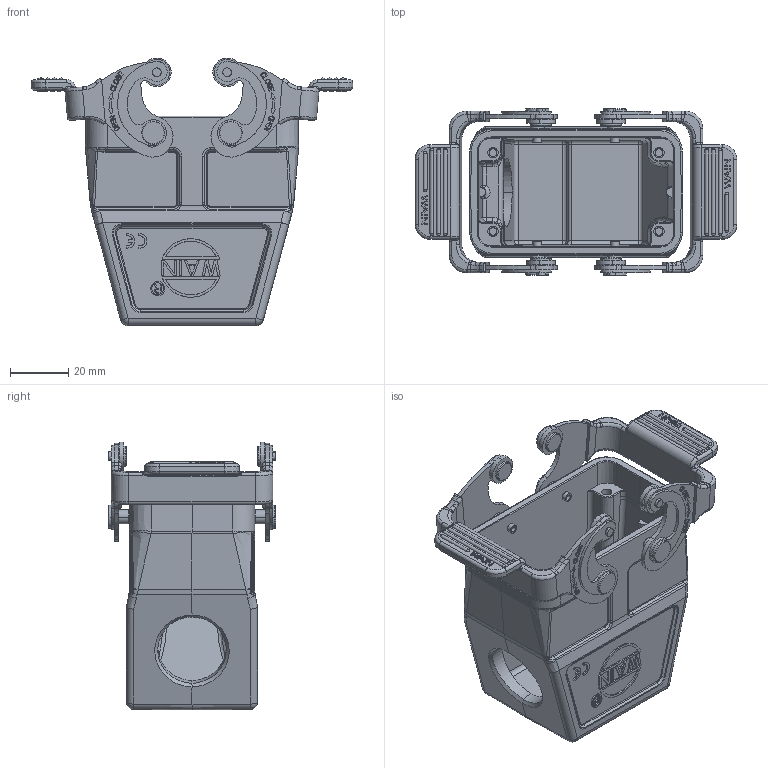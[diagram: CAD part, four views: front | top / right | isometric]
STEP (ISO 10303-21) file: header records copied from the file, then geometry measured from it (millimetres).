
FILE_DESCRIPTION(/* description */ (''),/* implementation_level */ '2;1');
FILE_NAME(/* name */ '3D_1240105415003_HV10B-SEH-2L_SC-M25_V1.1.stp',/* time_stamp */ '2024-01-08T08:58:33+08:00',/* author */ (''),/* organization */ (''),/* preprocessor_version */ 'ST-DEVELOPER v18.1',/* originating_system */ 'SIEMENS PLM Software NX 1980',/* authorisation */ '');
FILE_SCHEMA (('AUTOMOTIVE_DESIGN { 1 0 10303 214 3 1 1 1 }'));
Products named in the file (1): 145930E476E9x3ly
Bounding box: 110.4 x 57.5 x 92 mm (x, y, z)
Volume: 75974.1 mm3; surface area: 45720.5 mm2
Topology: 1 solids, 1 shells, 1832 faces, 4754 edges, 3067 vertices
Faces by surface type: plane 837, cylinder 506, torus 164, cone 94, bspline 93, extrusion 88, sphere 50
Entity records: 64126 total; most frequent: CARTESIAN_POINT 21390, ORIENTED_EDGE 9436, DIRECTION 7926, EDGE_CURVE 4718, VERTEX_POINT 3067, AXIS2_PLACEMENT_3D 2781, VECTOR 2364, LINE 2276
